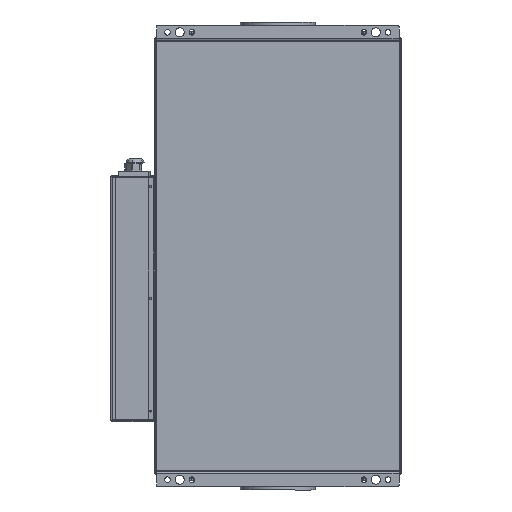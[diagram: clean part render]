
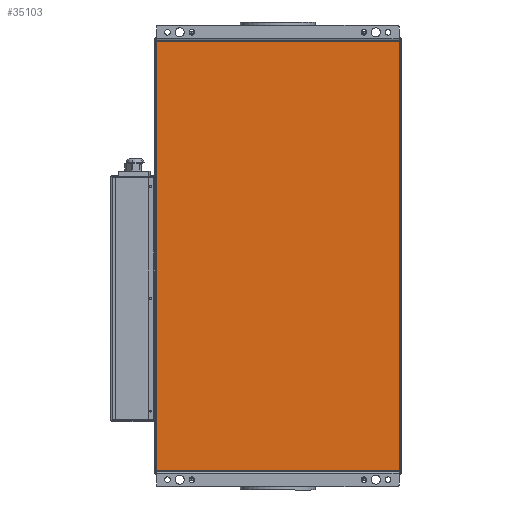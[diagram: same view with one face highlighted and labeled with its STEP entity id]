
A CAD part, front view. The second image highlights one B-rep face of the part: STEP entity #35103.
In plain terms, the highlighted planar face has unit normal (0, -1, 0).
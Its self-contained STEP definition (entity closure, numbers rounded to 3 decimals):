
#5267 = CARTESIAN_POINT ( 'NONE',  ( 200.099, -173.65, -353. ) ) ;
#5315 = CARTESIAN_POINT ( 'NONE',  ( -198.901, -173.65, 353. ) ) ;
#9976 = VERTEX_POINT ( 'NONE', #12822 ) ;
#10018 = VERTEX_POINT ( 'NONE', #12872 ) ;
#10635 = ORIENTED_EDGE ( 'NONE', *, *, #11449, .T. ) ;
#10954 = EDGE_CURVE ( 'NONE', #13443, #9976, #30781, .T. ) ;
#11449 = EDGE_CURVE ( 'NONE', #13395, #10018, #24418, .T. ) ;
#12822 = CARTESIAN_POINT ( 'NONE',  ( -198.901, -173.65, -353. ) ) ;
#12872 = CARTESIAN_POINT ( 'NONE',  ( 200.099, -173.65, 353. ) ) ;
#13395 = VERTEX_POINT ( 'NONE', #5267 ) ;
#13443 = VERTEX_POINT ( 'NONE', #5315 ) ;
#14038 = ORIENTED_EDGE ( 'NONE', *, *, #10954, .T. ) ;
#14048 = ORIENTED_EDGE ( 'NONE', *, *, #35095, .T. ) ;
#14448 = ORIENTED_EDGE ( 'NONE', *, *, #35182, .T. ) ;
#19223 = CARTESIAN_POINT ( 'NONE',  ( -198.901, -173.65, -355. ) ) ;
#19230 = DIRECTION ( 'NONE',  ( 0., 0., -1. ) ) ;
#19324 = AXIS2_PLACEMENT_3D ( 'NONE', #36604, #36611, #36612 ) ;
#22180 = CARTESIAN_POINT ( 'NONE',  ( 200.099, -173.65, 355. ) ) ;
#22182 = DIRECTION ( 'NONE',  ( 0., 0., 1. ) ) ;
#24418 = LINE ( 'NONE', #22180, #24425 ) ;
#24425 = VECTOR ( 'NONE', #22182, 1000. ) ;
#27310 = EDGE_LOOP ( 'NONE', ( #14038, #14048, #10635, #14448 ) ) ;
#30630 = VECTOR ( 'NONE', #36577, 1000. ) ;
#30634 = LINE ( 'NONE', #36576, #30630 ) ;
#30644 = FACE_OUTER_BOUND ( 'NONE', #27310, .T. ) ;
#30781 = LINE ( 'NONE', #19223, #30791 ) ;
#30791 = VECTOR ( 'NONE', #19230, 1000. ) ;
#30902 = VECTOR ( 'NONE', #36910, 1000. ) ;
#30906 = LINE ( 'NONE', #36909, #30902 ) ;
#35095 = EDGE_CURVE ( 'NONE', #9976, #13395, #30634, .T. ) ;
#35103 = ADVANCED_FACE ( 'NONE', ( #30644 ), #36607, .T. ) ;
#35182 = EDGE_CURVE ( 'NONE', #10018, #13443, #30906, .T. ) ;
#36576 = CARTESIAN_POINT ( 'NONE',  ( -198.901, -173.65, -353. ) ) ;
#36577 = DIRECTION ( 'NONE',  ( 1., 0., 0. ) ) ;
#36604 = CARTESIAN_POINT ( 'NONE',  ( -200.901, -173.65, 355. ) ) ;
#36607 = PLANE ( 'NONE',  #19324 ) ;
#36611 = DIRECTION ( 'NONE',  ( 0., -1., 0. ) ) ;
#36612 = DIRECTION ( 'NONE',  ( 0., 0., -1. ) ) ;
#36909 = CARTESIAN_POINT ( 'NONE',  ( 200.099, -173.65, 353. ) ) ;
#36910 = DIRECTION ( 'NONE',  ( -1., 0., 0. ) ) ;
